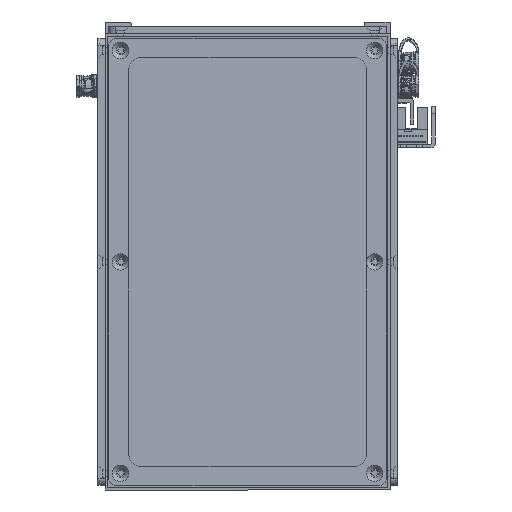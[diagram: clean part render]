
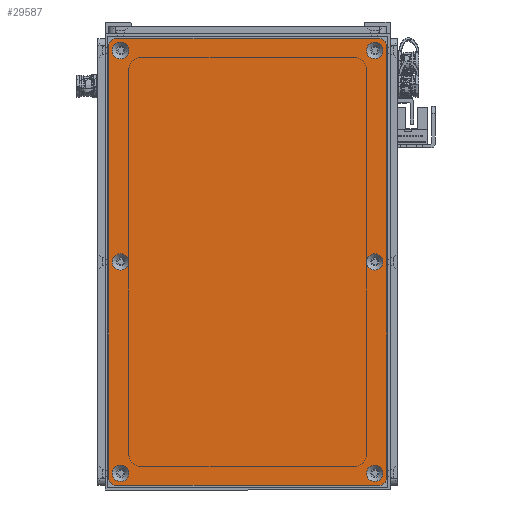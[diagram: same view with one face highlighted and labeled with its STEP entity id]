
A CAD part, front view. The second image highlights one B-rep face of the part: STEP entity #29587.
In plain terms, the highlighted planar face has unit normal (0, -1, 0).
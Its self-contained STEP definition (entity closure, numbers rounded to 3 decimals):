
#2498=FACE_BOUND('',#7069,.T.);
#2499=FACE_BOUND('',#7070,.T.);
#2500=FACE_BOUND('',#7071,.T.);
#2501=FACE_BOUND('',#7072,.T.);
#2502=FACE_BOUND('',#7073,.T.);
#2503=FACE_BOUND('',#7074,.T.);
#3702=CIRCLE('',#32626,3.45);
#3705=CIRCLE('',#32631,3.45);
#3708=CIRCLE('',#32636,3.45);
#3711=CIRCLE('',#32641,3.45);
#3714=CIRCLE('',#32646,3.45);
#3717=CIRCLE('',#32651,3.45);
#3720=CIRCLE('',#32656,3.);
#3722=CIRCLE('',#32659,3.);
#3723=CIRCLE('',#32660,3.);
#3724=CIRCLE('',#32661,3.);
#5205=FACE_OUTER_BOUND('',#7068,.T.);
#7068=EDGE_LOOP('',(#26425,#26426,#26427,#26428,#26429,#26430,#26431,#26432));
#7069=EDGE_LOOP('',(#26433));
#7070=EDGE_LOOP('',(#26434));
#7071=EDGE_LOOP('',(#26435));
#7072=EDGE_LOOP('',(#26436));
#7073=EDGE_LOOP('',(#26437));
#7074=EDGE_LOOP('',(#26438));
#9504=LINE('',#51922,#11934);
#9505=LINE('',#51926,#11935);
#9506=LINE('',#51930,#11936);
#9507=LINE('',#51933,#11937);
#11934=VECTOR('',#40277,10.);
#11935=VECTOR('',#40280,10.);
#11936=VECTOR('',#40283,10.);
#11937=VECTOR('',#40286,10.);
#14628=VERTEX_POINT('',#51852);
#14631=VERTEX_POINT('',#51862);
#14634=VERTEX_POINT('',#51872);
#14637=VERTEX_POINT('',#51882);
#14640=VERTEX_POINT('',#51892);
#14643=VERTEX_POINT('',#51902);
#14646=VERTEX_POINT('',#51912);
#14647=VERTEX_POINT('',#51913);
#14650=VERTEX_POINT('',#51921);
#14651=VERTEX_POINT('',#51923);
#14652=VERTEX_POINT('',#51925);
#14653=VERTEX_POINT('',#51927);
#14654=VERTEX_POINT('',#51929);
#14655=VERTEX_POINT('',#51931);
#18611=EDGE_CURVE('',#14628,#14628,#3702,.T.);
#18616=EDGE_CURVE('',#14631,#14631,#3705,.T.);
#18621=EDGE_CURVE('',#14634,#14634,#3708,.T.);
#18626=EDGE_CURVE('',#14637,#14637,#3711,.T.);
#18631=EDGE_CURVE('',#14640,#14640,#3714,.T.);
#18636=EDGE_CURVE('',#14643,#14643,#3717,.T.);
#18641=EDGE_CURVE('',#14646,#14647,#3720,.T.);
#18645=EDGE_CURVE('',#14646,#14650,#9504,.T.);
#18646=EDGE_CURVE('',#14651,#14650,#3722,.T.);
#18647=EDGE_CURVE('',#14651,#14652,#9505,.T.);
#18648=EDGE_CURVE('',#14653,#14652,#3723,.T.);
#18649=EDGE_CURVE('',#14653,#14654,#9506,.T.);
#18650=EDGE_CURVE('',#14655,#14654,#3724,.T.);
#18651=EDGE_CURVE('',#14655,#14647,#9507,.T.);
#26425=ORIENTED_EDGE('',*,*,#18641,.F.);
#26426=ORIENTED_EDGE('',*,*,#18645,.T.);
#26427=ORIENTED_EDGE('',*,*,#18646,.F.);
#26428=ORIENTED_EDGE('',*,*,#18647,.T.);
#26429=ORIENTED_EDGE('',*,*,#18648,.F.);
#26430=ORIENTED_EDGE('',*,*,#18649,.T.);
#26431=ORIENTED_EDGE('',*,*,#18650,.F.);
#26432=ORIENTED_EDGE('',*,*,#18651,.T.);
#26433=ORIENTED_EDGE('',*,*,#18611,.T.);
#26434=ORIENTED_EDGE('',*,*,#18616,.T.);
#26435=ORIENTED_EDGE('',*,*,#18621,.T.);
#26436=ORIENTED_EDGE('',*,*,#18626,.T.);
#26437=ORIENTED_EDGE('',*,*,#18631,.T.);
#26438=ORIENTED_EDGE('',*,*,#18636,.T.);
#28234=PLANE('',#32658);
#29587=ADVANCED_FACE('',(#5205,#2498,#2499,#2500,#2501,#2502,#2503),#28234,
 .T.);
#32626=AXIS2_PLACEMENT_3D('',#51853,#40197,#40198);
#32631=AXIS2_PLACEMENT_3D('',#51863,#40209,#40210);
#32636=AXIS2_PLACEMENT_3D('',#51873,#40221,#40222);
#32641=AXIS2_PLACEMENT_3D('',#51883,#40233,#40234);
#32646=AXIS2_PLACEMENT_3D('',#51893,#40245,#40246);
#32651=AXIS2_PLACEMENT_3D('',#51903,#40257,#40258);
#32656=AXIS2_PLACEMENT_3D('',#51914,#40269,#40270);
#32658=AXIS2_PLACEMENT_3D('',#51920,#40275,#40276);
#32659=AXIS2_PLACEMENT_3D('',#51924,#40278,#40279);
#32660=AXIS2_PLACEMENT_3D('',#51928,#40281,#40282);
#32661=AXIS2_PLACEMENT_3D('',#51932,#40284,#40285);
#40197=DIRECTION('center_axis',(0.,1.,0.));
#40198=DIRECTION('ref_axis',(1.,0.,0.));
#40209=DIRECTION('center_axis',(0.,1.,0.));
#40210=DIRECTION('ref_axis',(1.,0.,0.));
#40221=DIRECTION('center_axis',(0.,1.,0.));
#40222=DIRECTION('ref_axis',(1.,0.,0.));
#40233=DIRECTION('center_axis',(0.,1.,0.));
#40234=DIRECTION('ref_axis',(1.,0.,0.));
#40245=DIRECTION('center_axis',(0.,1.,0.));
#40246=DIRECTION('ref_axis',(1.,0.,0.));
#40257=DIRECTION('center_axis',(0.,1.,0.));
#40258=DIRECTION('ref_axis',(1.,0.,0.));
#40269=DIRECTION('center_axis',(0.,1.,0.));
#40270=DIRECTION('ref_axis',(-0.707,0.,0.707));
#40275=DIRECTION('center_axis',(0.,-1.,0.));
#40276=DIRECTION('ref_axis',(0.,0.,-1.));
#40277=DIRECTION('',(0.,0.,-1.));
#40278=DIRECTION('center_axis',(0.,1.,0.));
#40279=DIRECTION('ref_axis',(-0.707,0.,-0.707));
#40280=DIRECTION('',(1.,0.,0.));
#40281=DIRECTION('center_axis',(0.,1.,0.));
#40282=DIRECTION('ref_axis',(0.707,0.,-0.707));
#40283=DIRECTION('',(0.,0.,1.));
#40284=DIRECTION('center_axis',(0.,1.,0.));
#40285=DIRECTION('ref_axis',(0.707,0.,0.707));
#40286=DIRECTION('',(-1.,0.,0.));
#51852=CARTESIAN_POINT('',(85.55,-1.5,53.5));
#51853=CARTESIAN_POINT('Origin',(89.,-1.5,53.5));
#51862=CARTESIAN_POINT('',(-3.45,-1.5,-53.5));
#51863=CARTESIAN_POINT('Origin',(0.,-1.5,-53.5));
#51872=CARTESIAN_POINT('',(-92.45,-1.5,53.5));
#51873=CARTESIAN_POINT('Origin',(-89.,-1.5,53.5));
#51882=CARTESIAN_POINT('',(-92.45,-1.5,-53.5));
#51883=CARTESIAN_POINT('Origin',(-89.,-1.5,-53.5));
#51892=CARTESIAN_POINT('',(-3.45,-1.5,53.5));
#51893=CARTESIAN_POINT('Origin',(0.,-1.5,53.5));
#51902=CARTESIAN_POINT('',(85.55,-1.5,-53.5));
#51903=CARTESIAN_POINT('Origin',(89.,-1.5,-53.5));
#51912=CARTESIAN_POINT('',(-94.,-1.5,55.5));
#51913=CARTESIAN_POINT('',(-91.,-1.5,58.5));
#51914=CARTESIAN_POINT('Origin',(-91.,-1.5,55.5));
#51920=CARTESIAN_POINT('Origin',(0.,-1.5,0.));
#51921=CARTESIAN_POINT('',(-94.,-1.5,-55.5));
#51922=CARTESIAN_POINT('',(-94.,-1.5,58.5));
#51923=CARTESIAN_POINT('',(-91.,-1.5,-58.5));
#51924=CARTESIAN_POINT('Origin',(-91.,-1.5,-55.5));
#51925=CARTESIAN_POINT('',(91.,-1.5,-58.5));
#51926=CARTESIAN_POINT('',(-94.,-1.5,-58.5));
#51927=CARTESIAN_POINT('',(94.,-1.5,-55.5));
#51928=CARTESIAN_POINT('Origin',(91.,-1.5,-55.5));
#51929=CARTESIAN_POINT('',(94.,-1.5,55.5));
#51930=CARTESIAN_POINT('',(94.,-1.5,-58.5));
#51931=CARTESIAN_POINT('',(91.,-1.5,58.5));
#51932=CARTESIAN_POINT('Origin',(91.,-1.5,55.5));
#51933=CARTESIAN_POINT('',(94.,-1.5,58.5));
